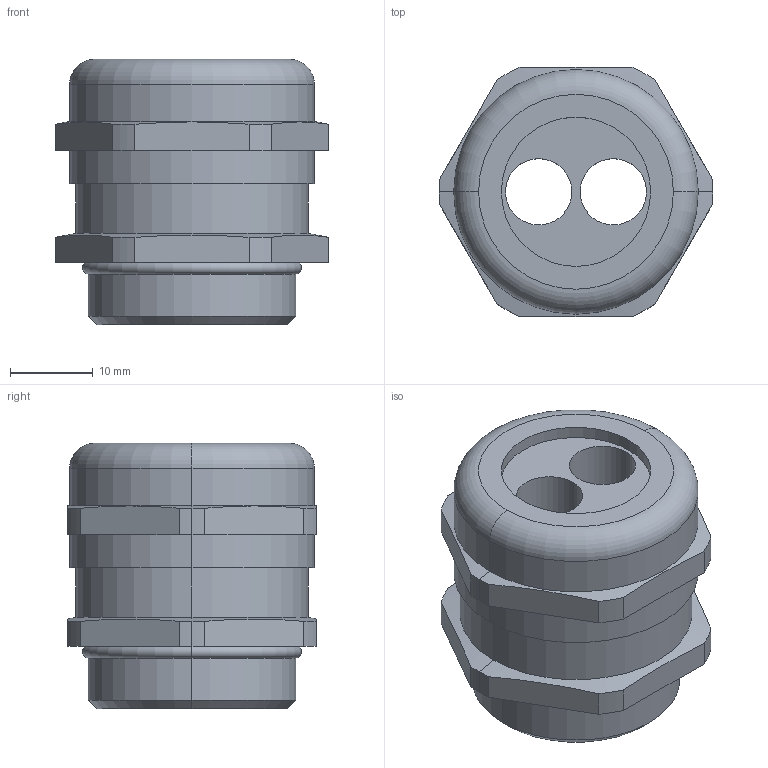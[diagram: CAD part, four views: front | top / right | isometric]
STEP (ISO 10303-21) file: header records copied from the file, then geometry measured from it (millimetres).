
FILE_DESCRIPTION (( 'STEP AP203' ), '1' );
FILE_NAME ('WNAM-M25_(2X8).STP', '2017-09-14T00:23:36', ( '微软用户' ), ( '微软中国' ), 'SwSTEP 2.0', 'SolidWorks 2012', '' );
FILE_SCHEMA (( 'CONFIG_CONTROL_DESIGN' ));
Length unit declared in the file: millimetre
Products named in the file (1): WNAM-M25_(2X8)
Bounding box: 33 x 30 x 32 mm (x, y, z)
Volume: 13852.3 mm3; surface area: 6096.9 mm2
Topology: 1 solids, 1 shells, 59 faces, 144 edges, 92 vertices
Faces by surface type: cylinder 30, plane 19, cone 6, torus 4
Entity records: 1865 total; most frequent: CARTESIAN_POINT 346, DIRECTION 324, ORIENTED_EDGE 288, EDGE_CURVE 144, AXIS2_PLACEMENT_3D 132, VERTEX_POINT 92, CIRCLE 72, EDGE_LOOP 68
